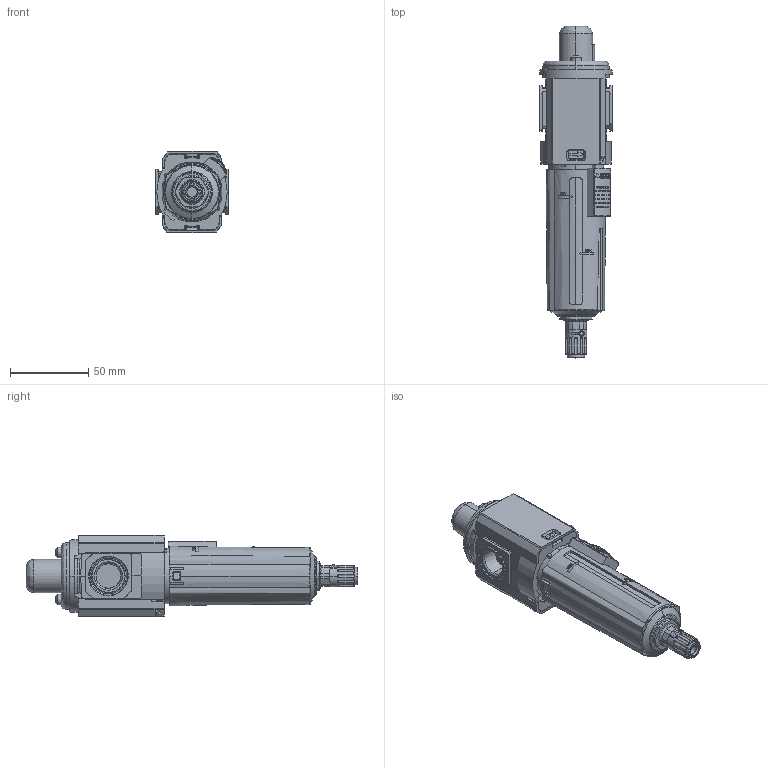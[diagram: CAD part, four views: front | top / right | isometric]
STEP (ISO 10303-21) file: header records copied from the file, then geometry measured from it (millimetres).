
FILE_DESCRIPTION (( 'STEP AP203' ), '1' );
FILE_NAME ('F82C-3AD-AP0.step', '2021-09-07T18:19:14', ( '' ), ( '' ), 'SwSTEP 2.0', 'SolidWorks 2021', '' );
FILE_SCHEMA (( 'CONFIG_CONTROL_DESIGN' ));
Length unit declared in the file: inch
Products named in the file (1): F82C-3AD-AP0
Bounding box: 46.5 x 212.53 x 52 mm (x, y, z)
Volume: 236335.5 mm3; surface area: 60475 mm2
Topology: 8 solids, 8 shells, 1263 faces, 3442 edges, 2245 vertices
Faces by surface type: plane 536, cylinder 493, cone 115, bspline 93, torus 26
Entity records: 44717 total; most frequent: CARTESIAN_POINT 14311, ORIENTED_EDGE 6868, DIRECTION 5724, EDGE_CURVE 3434, VERTEX_POINT 2245, AXIS2_PLACEMENT_3D 2066, LINE 1592, VECTOR 1592
